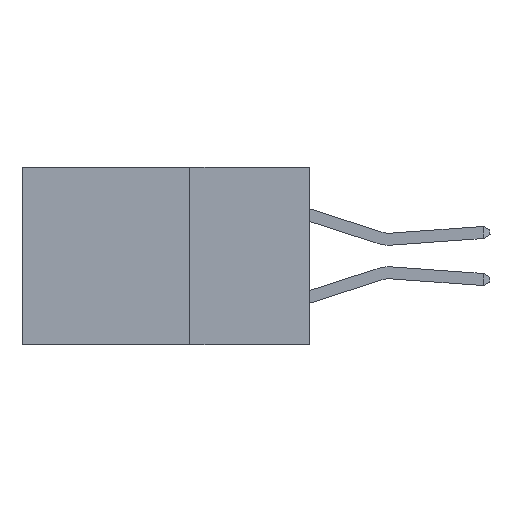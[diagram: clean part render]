
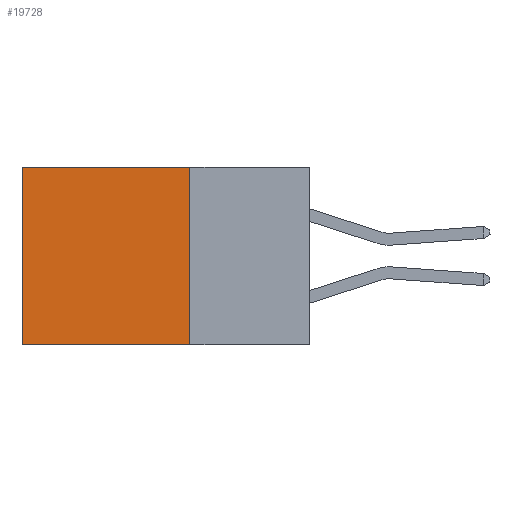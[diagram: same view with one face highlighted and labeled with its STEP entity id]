
A CAD part, left-side view. The second image highlights one B-rep face of the part: STEP entity #19728.
In plain terms, the highlighted planar face has unit normal (-1, 0, 0).
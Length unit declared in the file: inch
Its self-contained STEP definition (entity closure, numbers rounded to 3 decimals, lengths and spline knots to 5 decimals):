
#254 = EDGE_CURVE ( 'NONE', #13837, #9069, #5040, .T. ) ;
#1462 = DIRECTION ( 'NONE',  ( 0., 0., -1. ) ) ;
#1699 = VECTOR ( 'NONE', #1462, 39.37008 ) ;
#2026 = CARTESIAN_POINT ( 'NONE',  ( 0.298, 0.25, -0.37 ) ) ;
#2289 = CARTESIAN_POINT ( 'NONE',  ( 0.298, 0.25, -0.37 ) ) ;
#3952 = DIRECTION ( 'NONE',  ( 1., 0., 0. ) ) ;
#4223 = ORIENTED_EDGE ( 'NONE', *, *, #13571, .T. ) ;
#5040 = LINE ( 'NONE', #29751, #29563 ) ;
#5275 = DIRECTION ( 'NONE',  ( 0., 0., -1. ) ) ;
#7638 = LINE ( 'NONE', #19139, #25323 ) ;
#9069 = VERTEX_POINT ( 'NONE', #17274 ) ;
#10004 = AXIS2_PLACEMENT_3D ( 'NONE', #22328, #3952, #20151 ) ;
#10951 = EDGE_LOOP ( 'NONE', ( #4223, #11340, #19986, #16330 ) ) ;
#11340 = ORIENTED_EDGE ( 'NONE', *, *, #16215, .F. ) ;
#12363 = LINE ( 'NONE', #2289, #24661 ) ;
#12553 = FACE_OUTER_BOUND ( 'NONE', #10951, .T. ) ;
#13571 = EDGE_CURVE ( 'NONE', #9069, #19919, #7638, .T. ) ;
#13837 = VERTEX_POINT ( 'NONE', #27143 ) ;
#16215 = EDGE_CURVE ( 'NONE', #27937, #19919, #12363, .T. ) ;
#16330 = ORIENTED_EDGE ( 'NONE', *, *, #254, .T. ) ;
#17274 = CARTESIAN_POINT ( 'NONE',  ( 0.298, 0.6, 0. ) ) ;
#17804 = PLANE ( 'NONE',  #10004 ) ;
#18502 = DIRECTION ( 'NONE',  ( 0., 1., 0. ) ) ;
#19139 = CARTESIAN_POINT ( 'NONE',  ( 0.298, 0.6, 0. ) ) ;
#19703 = EDGE_CURVE ( 'NONE', #13837, #27937, #26291, .T. ) ;
#19728 = ADVANCED_FACE ( 'NONE', ( #12553 ), #17804, .F. ) ;
#19919 = VERTEX_POINT ( 'NONE', #23406 ) ;
#19986 = ORIENTED_EDGE ( 'NONE', *, *, #19703, .F. ) ;
#20151 = DIRECTION ( 'NONE',  ( 0., 0., -1. ) ) ;
#22328 = CARTESIAN_POINT ( 'NONE',  ( 0.298, 0.25, 0. ) ) ;
#23406 = CARTESIAN_POINT ( 'NONE',  ( 0.298, 0.6, -0.37 ) ) ;
#24661 = VECTOR ( 'NONE', #18502, 39.37008 ) ;
#25323 = VECTOR ( 'NONE', #5275, 39.37008 ) ;
#26291 = LINE ( 'NONE', #26847, #1699 ) ;
#26847 = CARTESIAN_POINT ( 'NONE',  ( 0.298, 0.25, 0. ) ) ;
#27143 = CARTESIAN_POINT ( 'NONE',  ( 0.298, 0.25, 0. ) ) ;
#27937 = VERTEX_POINT ( 'NONE', #2026 ) ;
#29563 = VECTOR ( 'NONE', #29635, 39.37008 ) ;
#29635 = DIRECTION ( 'NONE',  ( 0., 1., 0. ) ) ;
#29751 = CARTESIAN_POINT ( 'NONE',  ( 0.298, 0.25, 0. ) ) ;
